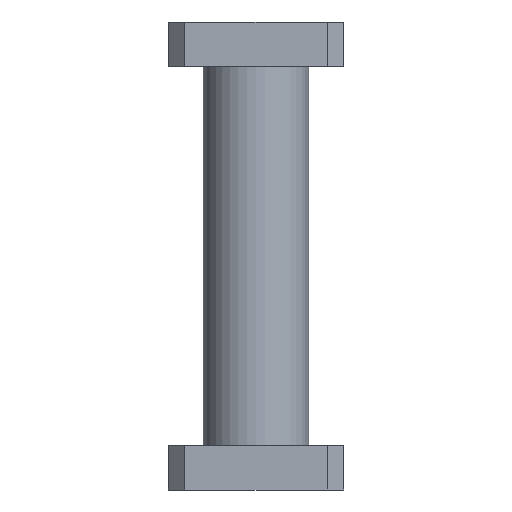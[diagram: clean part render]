
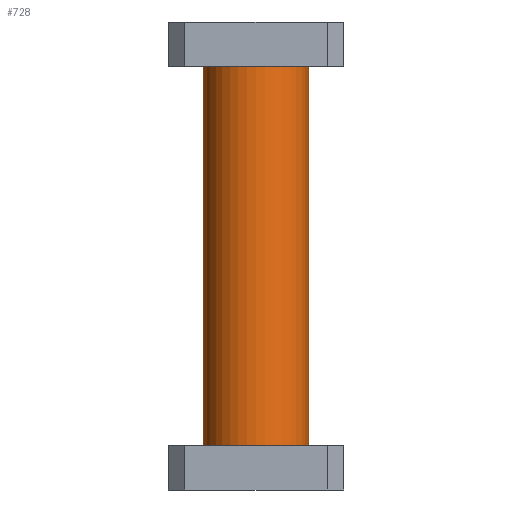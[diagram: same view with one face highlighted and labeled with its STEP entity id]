
A CAD part, front view. The second image highlights one B-rep face of the part: STEP entity #728.
In plain terms, the highlighted cylindrical face has radius 5.715 mm (diameter 11.43 mm), a partial arc.
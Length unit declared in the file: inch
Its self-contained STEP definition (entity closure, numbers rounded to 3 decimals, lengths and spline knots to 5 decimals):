
#36 = CARTESIAN_POINT ( 'NONE',  ( -0.15, 0.375, 0.19 ) ) ;
#54 = CARTESIAN_POINT ( 'NONE',  ( -0.15, 0.375, 1.81 ) ) ;
#64 = EDGE_CURVE ( 'NONE', #1289, #234, #1214, .T. ) ;
#71 = AXIS2_PLACEMENT_3D ( 'NONE', #1109, #473, #576 ) ;
#72 = CARTESIAN_POINT ( 'NONE',  ( -0.6, 0.375, 1.81 ) ) ;
#86 = CYLINDRICAL_SURFACE ( 'NONE', #761, 0.225 ) ;
#95 = LINE ( 'NONE', #541, #408 ) ;
#161 = DIRECTION ( 'NONE',  ( 0., 0., 1. ) ) ;
#193 = CARTESIAN_POINT ( 'NONE',  ( -0.375, 0.375, 1.81 ) ) ;
#234 = VERTEX_POINT ( 'NONE', #1019 ) ;
#251 = ORIENTED_EDGE ( 'NONE', *, *, #1243, .F. ) ;
#263 = ORIENTED_EDGE ( 'NONE', *, *, #64, .T. ) ;
#280 = VERTEX_POINT ( 'NONE', #72 ) ;
#405 = DIRECTION ( 'NONE',  ( 0., 0., 1. ) ) ;
#408 = VECTOR ( 'NONE', #1300, 39.37008 ) ;
#453 = EDGE_CURVE ( 'NONE', #280, #704, #1144, .T. ) ;
#473 = DIRECTION ( 'NONE',  ( 0., 0., 1. ) ) ;
#541 = CARTESIAN_POINT ( 'NONE',  ( -0.6, 0.375, 0.19 ) ) ;
#547 = AXIS2_PLACEMENT_3D ( 'NONE', #193, #405, #1150 ) ;
#551 = LINE ( 'NONE', #36, #623 ) ;
#553 = EDGE_CURVE ( 'NONE', #234, #704, #551, .T. ) ;
#576 = DIRECTION ( 'NONE',  ( 1., 0., 0. ) ) ;
#623 = VECTOR ( 'NONE', #1201, 39.37008 ) ;
#648 = CARTESIAN_POINT ( 'NONE',  ( -0.6, 0.375, 0.19 ) ) ;
#672 = FACE_OUTER_BOUND ( 'NONE', #682, .T. ) ;
#682 = EDGE_LOOP ( 'NONE', ( #251, #263, #1362, #983 ) ) ;
#704 = VERTEX_POINT ( 'NONE', #54 ) ;
#728 = ADVANCED_FACE ( 'NONE', ( #672 ), #86, .T. ) ;
#761 = AXIS2_PLACEMENT_3D ( 'NONE', #1335, #161, #1233 ) ;
#983 = ORIENTED_EDGE ( 'NONE', *, *, #453, .F. ) ;
#1019 = CARTESIAN_POINT ( 'NONE',  ( -0.15, 0.375, 0.19 ) ) ;
#1109 = CARTESIAN_POINT ( 'NONE',  ( -0.375, 0.375, 0.19 ) ) ;
#1144 = CIRCLE ( 'NONE', #547, 0.225 ) ;
#1150 = DIRECTION ( 'NONE',  ( 1., 0., 0. ) ) ;
#1201 = DIRECTION ( 'NONE',  ( 0., 0., 1. ) ) ;
#1214 = CIRCLE ( 'NONE', #71, 0.225 ) ;
#1233 = DIRECTION ( 'NONE',  ( 1., 0., 0. ) ) ;
#1243 = EDGE_CURVE ( 'NONE', #1289, #280, #95, .T. ) ;
#1289 = VERTEX_POINT ( 'NONE', #648 ) ;
#1300 = DIRECTION ( 'NONE',  ( 0., 0., 1. ) ) ;
#1335 = CARTESIAN_POINT ( 'NONE',  ( -0.375, 0.375, 0.19 ) ) ;
#1362 = ORIENTED_EDGE ( 'NONE', *, *, #553, .T. ) ;
